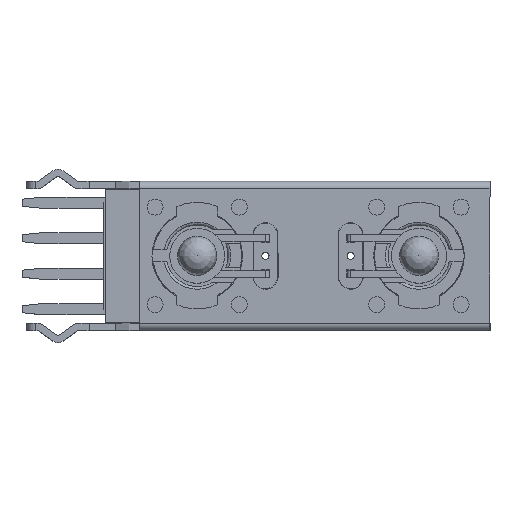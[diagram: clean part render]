
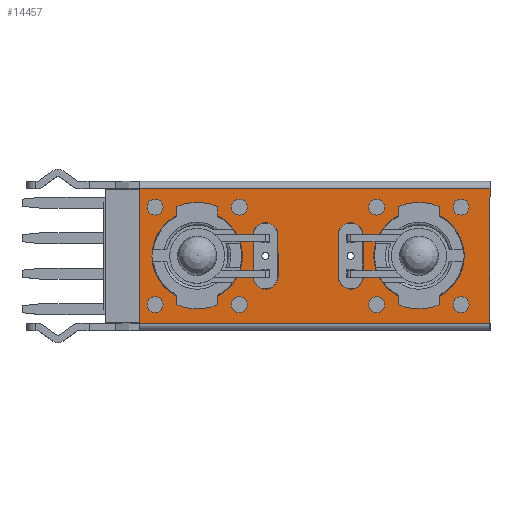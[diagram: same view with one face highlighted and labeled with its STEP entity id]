
A CAD part, top view. The second image highlights one B-rep face of the part: STEP entity #14457.
In plain terms, the highlighted planar face has unit normal (0, 0, 1).
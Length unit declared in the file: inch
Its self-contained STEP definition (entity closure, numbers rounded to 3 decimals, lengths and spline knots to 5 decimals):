
#9340=CARTESIAN_POINT('',(0.17913,0.0464,0.13346));
#9341=VERTEX_POINT('',#9340);
#9348=CARTESIAN_POINT('',(0.12402,0.04612,0.13346));
#9349=VERTEX_POINT('',#9348);
#9350=CARTESIAN_POINT('',(0.15157,0.04626,0.13346));
#9351=DIRECTION('',(0.0,0.0,-1.0));
#9352=DIRECTION('',(1.,0.005,0.0));
#9353=AXIS2_PLACEMENT_3D('',#9350,#9351,#9352);
#9354=CIRCLE('',#9353,0.02756);
#9355=EDGE_CURVE('',#9349,#9341,#9354,.T.);
#9416=CARTESIAN_POINT('',(0.36811,0.0464,0.13346));
#9417=VERTEX_POINT('',#9416);
#9424=CARTESIAN_POINT('',(0.31299,0.04612,0.13346));
#9425=VERTEX_POINT('',#9424);
#9426=CARTESIAN_POINT('',(0.34055,0.04626,0.13346));
#9427=DIRECTION('',(0.0,0.0,-1.0));
#9428=DIRECTION('',(1.,0.005,0.0));
#9429=AXIS2_PLACEMENT_3D('',#9426,#9427,#9428);
#9430=CIRCLE('',#9429,0.02756);
#9431=EDGE_CURVE('',#9425,#9417,#9430,.T.);
#9625=CARTESIAN_POINT('',(0.12451,-0.05307,0.13346));
#9626=VERTEX_POINT('',#9625);
#9627=CARTESIAN_POINT('',(0.12451,-0.05307,0.13346));
#9628=DIRECTION('',(-0.005,1.,0.0));
#9629=VECTOR('',#9628,0.09919);
#9630=LINE('',#9627,#9629);
#9631=EDGE_CURVE('',#9626,#9349,#9630,.T.);
#9665=CARTESIAN_POINT('',(0.1796,-0.04566,0.13346));
#9666=VERTEX_POINT('',#9665);
#9667=CARTESIAN_POINT('',(0.15157,-0.0458,0.13346));
#9668=DIRECTION('',(0.0,0.0,-1.0));
#9669=DIRECTION('',(-0.966,-0.259,0.0));
#9670=AXIS2_PLACEMENT_3D('',#9667,#9668,#9669);
#9671=CIRCLE('',#9670,0.02802);
#9672=EDGE_CURVE('',#9666,#9626,#9671,.T.);
#9706=CARTESIAN_POINT('',(0.17913,0.0464,0.13346));
#9707=DIRECTION('',(0.005,-1.,0.0));
#9708=VECTOR('',#9707,0.09206);
#9709=LINE('',#9706,#9708);
#9710=EDGE_CURVE('',#9341,#9666,#9709,.T.);
#9729=CARTESIAN_POINT('',(0.36857,-0.04566,0.13346));
#9730=VERTEX_POINT('',#9729);
#9737=CARTESIAN_POINT('',(0.36811,0.0464,0.13346));
#9738=DIRECTION('',(0.005,-1.,0.0));
#9739=VECTOR('',#9738,0.09206);
#9740=LINE('',#9737,#9739);
#9741=EDGE_CURVE('',#9417,#9730,#9740,.T.);
#9754=CARTESIAN_POINT('',(0.31349,-0.05307,0.13346));
#9755=VERTEX_POINT('',#9754);
#9756=CARTESIAN_POINT('',(0.31349,-0.05307,0.13346));
#9757=DIRECTION('',(-0.005,1.,0.0));
#9758=VECTOR('',#9757,0.09919);
#9759=LINE('',#9756,#9758);
#9760=EDGE_CURVE('',#9755,#9425,#9759,.T.);
#9786=CARTESIAN_POINT('',(0.34055,-0.0458,0.13346));
#9787=DIRECTION('',(0.0,0.0,-1.0));
#9788=DIRECTION('',(-0.966,-0.259,0.0));
#9789=AXIS2_PLACEMENT_3D('',#9786,#9787,#9788);
#9790=CIRCLE('',#9789,0.02802);
#9791=EDGE_CURVE('',#9730,#9755,#9790,.T.);
#12568=CARTESIAN_POINT('',(0.,-0.10039,0.13346));
#12569=VERTEX_POINT('',#12568);
#12570=CARTESIAN_POINT('',(0.,0.,0.13346));
#12571=DIRECTION('',(0.0,0.0,-1.0));
#12572=DIRECTION('',(0.0,1.0,0.0));
#12573=AXIS2_PLACEMENT_3D('',#12570,#12571,#12572);
#12574=CIRCLE('',#12573,0.10039);
#12575=EDGE_CURVE('',#12569,#12569,#12574,.T.);
#12595=CARTESIAN_POINT('',(0.49213,-0.10039,0.13346));
#12596=VERTEX_POINT('',#12595);
#12597=CARTESIAN_POINT('',(0.49213,0.,0.13346));
#12598=DIRECTION('',(0.0,0.0,-1.0));
#12599=DIRECTION('',(0.0,1.0,0.0));
#12600=AXIS2_PLACEMENT_3D('',#12597,#12598,#12599);
#12601=CIRCLE('',#12600,0.10039);
#12602=EDGE_CURVE('',#12596,#12596,#12601,.T.);
#12978=CARTESIAN_POINT('',(-0.12776,-0.14957,0.13346));
#12979=VERTEX_POINT('',#12978);
#12987=CARTESIAN_POINT('',(-0.12776,0.14957,0.13346));
#12988=VERTEX_POINT('',#12987);
#12989=CARTESIAN_POINT('',(-0.12776,-0.14957,0.13346));
#12990=DIRECTION('',(0.0,1.0,0.0));
#12991=VECTOR('',#12990,0.29913);
#12992=LINE('',#12989,#12991);
#12993=EDGE_CURVE('',#12979,#12988,#12992,.T.);
#13030=CARTESIAN_POINT('',(0.6498,0.14957,0.13346));
#13031=VERTEX_POINT('',#13030);
#13039=CARTESIAN_POINT('',(0.6498,-0.14957,0.13346));
#13040=VERTEX_POINT('',#13039);
#13041=CARTESIAN_POINT('',(0.6498,0.14957,0.13346));
#13042=DIRECTION('',(0.0,-1.0,0.0));
#13043=VECTOR('',#13042,0.29913);
#13044=LINE('',#13041,#13043);
#13045=EDGE_CURVE('',#13031,#13040,#13044,.T.);
#14289=CARTESIAN_POINT('',(0.6498,0.14957,0.13346));
#14290=DIRECTION('',(-1.0,0.0,0.0));
#14291=VECTOR('',#14290,0.77756);
#14292=LINE('',#14289,#14291);
#14293=EDGE_CURVE('',#13031,#12988,#14292,.T.);
#14318=CARTESIAN_POINT('',(-0.12776,-0.14957,0.13346));
#14319=DIRECTION('',(1.0,0.0,0.0));
#14320=VECTOR('',#14319,0.77756);
#14321=LINE('',#14318,#14320);
#14322=EDGE_CURVE('',#12979,#13040,#14321,.T.);
#14340=CARTESIAN_POINT('',(-0.16663,0.16452,0.13346));
#14341=DIRECTION('',(0.0,0.0,1.0));
#14342=DIRECTION('',(1.0,0.0,0.0));
#14343=AXIS2_PLACEMENT_3D('',#14340,#14341,#14342);
#14344=PLANE('',#14343);
#14345=ORIENTED_EDGE('',*,*,#14293,.T.);
#14346=ORIENTED_EDGE('',*,*,#12993,.F.);
#14347=ORIENTED_EDGE('',*,*,#14322,.T.);
#14348=ORIENTED_EDGE('',*,*,#13045,.F.);
#14349=EDGE_LOOP('',(#14345,#14346,#14347,#14348));
#14350=FACE_OUTER_BOUND('',#14349,.T.);
#14351=ORIENTED_EDGE('',*,*,#9710,.T.);
#14352=ORIENTED_EDGE('',*,*,#9672,.T.);
#14353=ORIENTED_EDGE('',*,*,#9631,.T.);
#14354=ORIENTED_EDGE('',*,*,#9355,.T.);
#14355=EDGE_LOOP('',(#14351,#14352,#14353,#14354));
#14356=FACE_BOUND('',#14355,.T.);
#14357=ORIENTED_EDGE('',*,*,#9760,.T.);
#14358=ORIENTED_EDGE('',*,*,#9431,.T.);
#14359=ORIENTED_EDGE('',*,*,#9741,.T.);
#14360=ORIENTED_EDGE('',*,*,#9791,.T.);
#14361=EDGE_LOOP('',(#14357,#14358,#14359,#14360));
#14362=FACE_BOUND('',#14361,.T.);
#14363=ORIENTED_EDGE('',*,*,#12575,.T.);
#14364=EDGE_LOOP('',(#14363));
#14365=FACE_BOUND('',#14364,.T.);
#14366=CARTESIAN_POINT('',(0.39862,-0.12598,0.13346));
#14367=VERTEX_POINT('',#14366);
#14368=CARTESIAN_POINT('',(0.39862,-0.10827,0.13346));
#14369=DIRECTION('',(0.0,0.0,1.0));
#14370=DIRECTION('',(1.0,0.0,0.0));
#14371=AXIS2_PLACEMENT_3D('',#14368,#14369,#14370);
#14372=CIRCLE('',#14371,0.01772);
#14373=EDGE_CURVE('',#14367,#14367,#14372,.T.);
#14374=ORIENTED_EDGE('',*,*,#14373,.F.);
#14375=EDGE_LOOP('',(#14374));
#14376=FACE_BOUND('',#14375,.T.);
#14377=CARTESIAN_POINT('',(0.39862,0.09055,0.13346));
#14378=VERTEX_POINT('',#14377);
#14379=CARTESIAN_POINT('',(0.39862,0.10827,0.13346));
#14380=DIRECTION('',(0.0,0.0,1.0));
#14381=DIRECTION('',(1.0,0.0,0.0));
#14382=AXIS2_PLACEMENT_3D('',#14379,#14380,#14381);
#14383=CIRCLE('',#14382,0.01772);
#14384=EDGE_CURVE('',#14378,#14378,#14383,.T.);
#14385=ORIENTED_EDGE('',*,*,#14384,.F.);
#14386=EDGE_LOOP('',(#14385));
#14387=FACE_BOUND('',#14386,.T.);
#14388=CARTESIAN_POINT('',(0.0935,-0.12598,0.13346));
#14389=VERTEX_POINT('',#14388);
#14390=CARTESIAN_POINT('',(0.0935,-0.10827,0.13346));
#14391=DIRECTION('',(0.0,0.0,1.0));
#14392=DIRECTION('',(-1.0,0.0,0.0));
#14393=AXIS2_PLACEMENT_3D('',#14390,#14391,#14392);
#14394=CIRCLE('',#14393,0.01772);
#14395=EDGE_CURVE('',#14389,#14389,#14394,.T.);
#14396=ORIENTED_EDGE('',*,*,#14395,.F.);
#14397=EDGE_LOOP('',(#14396));
#14398=FACE_BOUND('',#14397,.T.);
#14399=CARTESIAN_POINT('',(0.0935,0.09055,0.13346));
#14400=VERTEX_POINT('',#14399);
#14401=CARTESIAN_POINT('',(0.0935,0.10827,0.13346));
#14402=DIRECTION('',(0.0,0.0,1.0));
#14403=DIRECTION('',(-1.0,0.0,0.0));
#14404=AXIS2_PLACEMENT_3D('',#14401,#14402,#14403);
#14405=CIRCLE('',#14404,0.01772);
#14406=EDGE_CURVE('',#14400,#14400,#14405,.T.);
#14407=ORIENTED_EDGE('',*,*,#14406,.F.);
#14408=EDGE_LOOP('',(#14407));
#14409=FACE_BOUND('',#14408,.T.);
#14410=CARTESIAN_POINT('',(-0.0935,0.09055,0.13346));
#14411=VERTEX_POINT('',#14410);
#14412=CARTESIAN_POINT('',(-0.0935,0.10827,0.13346));
#14413=DIRECTION('',(0.0,0.0,1.0));
#14414=DIRECTION('',(-1.0,0.0,0.0));
#14415=AXIS2_PLACEMENT_3D('',#14412,#14413,#14414);
#14416=CIRCLE('',#14415,0.01772);
#14417=EDGE_CURVE('',#14411,#14411,#14416,.T.);
#14418=ORIENTED_EDGE('',*,*,#14417,.F.);
#14419=EDGE_LOOP('',(#14418));
#14420=FACE_BOUND('',#14419,.T.);
#14421=CARTESIAN_POINT('',(-0.0935,-0.12598,0.13346));
#14422=VERTEX_POINT('',#14421);
#14423=CARTESIAN_POINT('',(-0.0935,-0.10827,0.13346));
#14424=DIRECTION('',(0.0,0.0,1.0));
#14425=DIRECTION('',(-1.0,0.0,0.0));
#14426=AXIS2_PLACEMENT_3D('',#14423,#14424,#14425);
#14427=CIRCLE('',#14426,0.01772);
#14428=EDGE_CURVE('',#14422,#14422,#14427,.T.);
#14429=ORIENTED_EDGE('',*,*,#14428,.F.);
#14430=EDGE_LOOP('',(#14429));
#14431=FACE_BOUND('',#14430,.T.);
#14432=CARTESIAN_POINT('',(0.58563,0.09055,0.13346));
#14433=VERTEX_POINT('',#14432);
#14434=CARTESIAN_POINT('',(0.58563,0.10827,0.13346));
#14435=DIRECTION('',(0.0,0.0,1.0));
#14436=DIRECTION('',(1.0,0.0,0.0));
#14437=AXIS2_PLACEMENT_3D('',#14434,#14435,#14436);
#14438=CIRCLE('',#14437,0.01772);
#14439=EDGE_CURVE('',#14433,#14433,#14438,.T.);
#14440=ORIENTED_EDGE('',*,*,#14439,.F.);
#14441=EDGE_LOOP('',(#14440));
#14442=FACE_BOUND('',#14441,.T.);
#14443=CARTESIAN_POINT('',(0.58563,-0.12598,0.13346));
#14444=VERTEX_POINT('',#14443);
#14445=CARTESIAN_POINT('',(0.58563,-0.10827,0.13346));
#14446=DIRECTION('',(0.0,0.0,1.0));
#14447=DIRECTION('',(1.0,0.0,0.0));
#14448=AXIS2_PLACEMENT_3D('',#14445,#14446,#14447);
#14449=CIRCLE('',#14448,0.01772);
#14450=EDGE_CURVE('',#14444,#14444,#14449,.T.);
#14451=ORIENTED_EDGE('',*,*,#14450,.F.);
#14452=EDGE_LOOP('',(#14451));
#14453=FACE_BOUND('',#14452,.T.);
#14454=ORIENTED_EDGE('',*,*,#12602,.T.);
#14455=EDGE_LOOP('',(#14454));
#14456=FACE_BOUND('',#14455,.T.);
#14457=ADVANCED_FACE('',(#14350,#14356,#14362,#14365,#14376,#14387,#14398,#14409,#14420,#14431,#14442,#14453,#14456),#14344,.T.);
